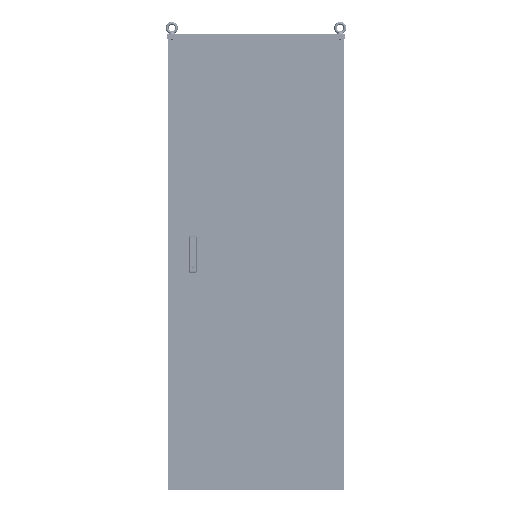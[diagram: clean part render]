
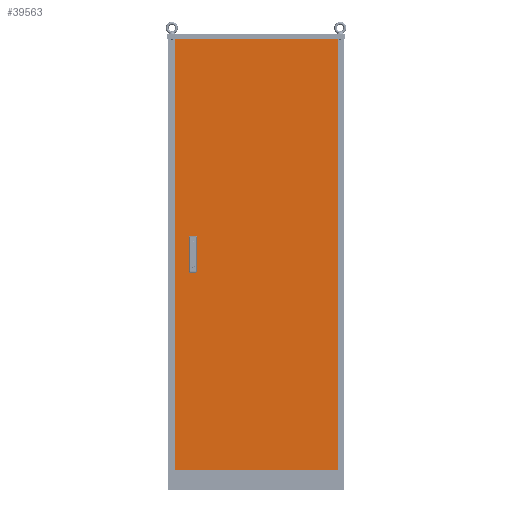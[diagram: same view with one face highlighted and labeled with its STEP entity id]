
A CAD part, top view. The second image highlights one B-rep face of the part: STEP entity #39563.
In plain terms, the highlighted planar face has unit normal (0, 0, 1).
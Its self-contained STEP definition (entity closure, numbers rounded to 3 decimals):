
#228 = EDGE_LOOP ( 'NONE', ( #83713, #23689, #90631, #70493 ) ) ;
#2047 = CARTESIAN_POINT ( 'NONE',  ( -645.5, 75.25, 1.5 ) ) ;
#2262 = CARTESIAN_POINT ( 'NONE',  ( -645.5, 24.75, 1.5 ) ) ;
#3752 = EDGE_CURVE ( 'NONE', #22084, #24353, #53336, .T. ) ;
#3866 = EDGE_CURVE ( 'NONE', #47376, #22084, #48070, .T. ) ;
#4008 = EDGE_CURVE ( 'NONE', #89363, #47376, #15751, .T. ) ;
#4314 = VECTOR ( 'NONE', #49892, 1000. ) ;
#4358 = EDGE_CURVE ( 'NONE', #24353, #89363, #103696, .T. ) ;
#4380 = EDGE_CURVE ( 'NONE', #75974, #34442, #59673, .T. ) ;
#4399 = VECTOR ( 'NONE', #56947, 1000. ) ;
#4443 = ORIENTED_EDGE ( 'NONE', *, *, #5469, .F. ) ;
#4548 = EDGE_CURVE ( 'NONE', #34442, #72921, #71301, .T. ) ;
#4989 = EDGE_CURVE ( 'NONE', #72921, #86081, #70088, .T. ) ;
#5136 = EDGE_CURVE ( 'NONE', #86081, #75974, #62301, .T. ) ;
#5274 = EDGE_CURVE ( 'NONE', #12687, #19503, #24549, .T. ) ;
#5436 = VECTOR ( 'NONE', #76204, 1000. ) ;
#5469 = EDGE_CURVE ( 'NONE', #19503, #49351, #6756, .T. ) ;
#5526 = VECTOR ( 'NONE', #19274, 1000. ) ;
#5616 = EDGE_CURVE ( 'NONE', #49351, #23890, #78956, .T. ) ;
#5752 = EDGE_CURVE ( 'NONE', #23890, #12687, #7986, .T. ) ;
#6549 = CARTESIAN_POINT ( 'NONE',  ( -740., 978.5, 1.5 ) ) ;
#6756 = LINE ( 'NONE', #39698, #47885 ) ;
#7986 = LINE ( 'NONE', #67946, #5436 ) ;
#12687 = VERTEX_POINT ( 'NONE', #2262 ) ;
#13233 = VECTOR ( 'NONE', #25654, 1000. ) ;
#15643 = VECTOR ( 'NONE', #43312, 1000. ) ;
#15751 = LINE ( 'NONE', #33654, #13233 ) ;
#16275 = CARTESIAN_POINT ( 'NONE',  ( -740., -978.5, 1.5 ) ) ;
#17508 = CARTESIAN_POINT ( 'NONE',  ( -740., 978.5, 1.5 ) ) ;
#19274 = DIRECTION ( 'NONE',  ( 0., -1., 0. ) ) ;
#19503 = VERTEX_POINT ( 'NONE', #2047 ) ;
#22084 = VERTEX_POINT ( 'NONE', #101068 ) ;
#22958 = FACE_BOUND ( 'NONE', #228, .T. ) ;
#23689 = ORIENTED_EDGE ( 'NONE', *, *, #4989, .F. ) ;
#23890 = VERTEX_POINT ( 'NONE', #72092 ) ;
#24353 = VERTEX_POINT ( 'NONE', #44534 ) ;
#24549 = LINE ( 'NONE', #95170, #44062 ) ;
#25654 = DIRECTION ( 'NONE',  ( 1., 0., 0. ) ) ;
#25713 = DIRECTION ( 'NONE',  ( 0., -1., 0. ) ) ;
#27208 = CARTESIAN_POINT ( 'NONE',  ( -671., -24.75, 1.5 ) ) ;
#31588 = CARTESIAN_POINT ( 'NONE',  ( 0., 0., 1.5 ) ) ;
#33654 = CARTESIAN_POINT ( 'NONE',  ( -740., -978.5, 1.5 ) ) ;
#34442 = VERTEX_POINT ( 'NONE', #27208 ) ;
#34692 = CARTESIAN_POINT ( 'NONE',  ( -645.5, -24.75, 1.5 ) ) ;
#35391 = CARTESIAN_POINT ( 'NONE',  ( -645.5, -75.25, 1.5 ) ) ;
#35848 = CARTESIAN_POINT ( 'NONE',  ( -671., -75.25, 1.5 ) ) ;
#39563 = ADVANCED_FACE ( 'NONE', ( #94320, #22958, #89097 ), #39941, .T. ) ;
#39594 = DIRECTION ( 'NONE',  ( 0., 0., 1. ) ) ;
#39698 = CARTESIAN_POINT ( 'NONE',  ( -671., 75.25, 1.5 ) ) ;
#39941 = PLANE ( 'NONE',  #72376 ) ;
#41095 = CARTESIAN_POINT ( 'NONE',  ( -671., 75.25, 1.5 ) ) ;
#43312 = DIRECTION ( 'NONE',  ( -1., 0., 0. ) ) ;
#43749 = DIRECTION ( 'NONE',  ( 0., 1., 0. ) ) ;
#44062 = VECTOR ( 'NONE', #103469, 1000. ) ;
#44534 = CARTESIAN_POINT ( 'NONE',  ( -740., 978.5, 1.5 ) ) ;
#44918 = ORIENTED_EDGE ( 'NONE', *, *, #5616, .F. ) ;
#45493 = CARTESIAN_POINT ( 'NONE',  ( 0., -978.5, 1.5 ) ) ;
#47376 = VERTEX_POINT ( 'NONE', #45493 ) ;
#47459 = CARTESIAN_POINT ( 'NONE',  ( -671., -75.25, 1.5 ) ) ;
#47885 = VECTOR ( 'NONE', #56413, 1000. ) ;
#48070 = LINE ( 'NONE', #48573, #4399 ) ;
#48573 = CARTESIAN_POINT ( 'NONE',  ( 0., 978.5, 1.5 ) ) ;
#49351 = VERTEX_POINT ( 'NONE', #51211 ) ;
#49428 = CARTESIAN_POINT ( 'NONE',  ( -645.5, -75.25, 1.5 ) ) ;
#49892 = DIRECTION ( 'NONE',  ( 1., 0., 0. ) ) ;
#51211 = CARTESIAN_POINT ( 'NONE',  ( -671., 75.25, 1.5 ) ) ;
#51646 = CARTESIAN_POINT ( 'NONE',  ( -671., -24.75, 1.5 ) ) ;
#53336 = LINE ( 'NONE', #6549, #97346 ) ;
#56413 = DIRECTION ( 'NONE',  ( -1., 0., 0. ) ) ;
#56947 = DIRECTION ( 'NONE',  ( 0., 1., 0. ) ) ;
#56975 = VECTOR ( 'NONE', #58163, 1000. ) ;
#58163 = DIRECTION ( 'NONE',  ( 0., -1., 0. ) ) ;
#59673 = LINE ( 'NONE', #51646, #15643 ) ;
#62301 = LINE ( 'NONE', #35391, #103716 ) ;
#62828 = ORIENTED_EDGE ( 'NONE', *, *, #3866, .T. ) ;
#64263 = DIRECTION ( 'NONE',  ( -1., 0., 0. ) ) ;
#67528 = ORIENTED_EDGE ( 'NONE', *, *, #5752, .F. ) ;
#67946 = CARTESIAN_POINT ( 'NONE',  ( -671., 24.75, 1.5 ) ) ;
#70088 = LINE ( 'NONE', #74894, #4314 ) ;
#70493 = ORIENTED_EDGE ( 'NONE', *, *, #4380, .F. ) ;
#71301 = LINE ( 'NONE', #35848, #5526 ) ;
#72092 = CARTESIAN_POINT ( 'NONE',  ( -671., 24.75, 1.5 ) ) ;
#72376 = AXIS2_PLACEMENT_3D ( 'NONE', #31588, #39594, #97876 ) ;
#72921 = VERTEX_POINT ( 'NONE', #47459 ) ;
#74894 = CARTESIAN_POINT ( 'NONE',  ( -671., -75.25, 1.5 ) ) ;
#75974 = VERTEX_POINT ( 'NONE', #34692 ) ;
#76204 = DIRECTION ( 'NONE',  ( 1., 0., 0. ) ) ;
#78956 = LINE ( 'NONE', #41095, #56975 ) ;
#79434 = ORIENTED_EDGE ( 'NONE', *, *, #4358, .T. ) ;
#81614 = VECTOR ( 'NONE', #25713, 1000. ) ;
#83713 = ORIENTED_EDGE ( 'NONE', *, *, #5136, .F. ) ;
#84182 = ORIENTED_EDGE ( 'NONE', *, *, #3752, .T. ) ;
#86081 = VERTEX_POINT ( 'NONE', #49428 ) ;
#86698 = EDGE_LOOP ( 'NONE', ( #67528, #44918, #4443, #102361 ) ) ;
#89097 = FACE_OUTER_BOUND ( 'NONE', #94645, .T. ) ;
#89363 = VERTEX_POINT ( 'NONE', #16275 ) ;
#90631 = ORIENTED_EDGE ( 'NONE', *, *, #4548, .F. ) ;
#93017 = ORIENTED_EDGE ( 'NONE', *, *, #4008, .T. ) ;
#94320 = FACE_BOUND ( 'NONE', #86698, .T. ) ;
#94645 = EDGE_LOOP ( 'NONE', ( #79434, #93017, #62828, #84182 ) ) ;
#95170 = CARTESIAN_POINT ( 'NONE',  ( -645.5, 75.25, 1.5 ) ) ;
#97346 = VECTOR ( 'NONE', #64263, 1000. ) ;
#97876 = DIRECTION ( 'NONE',  ( 1., 0., 0. ) ) ;
#101068 = CARTESIAN_POINT ( 'NONE',  ( 0., 978.5, 1.5 ) ) ;
#102361 = ORIENTED_EDGE ( 'NONE', *, *, #5274, .F. ) ;
#103469 = DIRECTION ( 'NONE',  ( 0., 1., 0. ) ) ;
#103696 = LINE ( 'NONE', #17508, #81614 ) ;
#103716 = VECTOR ( 'NONE', #43749, 1000. ) ;
